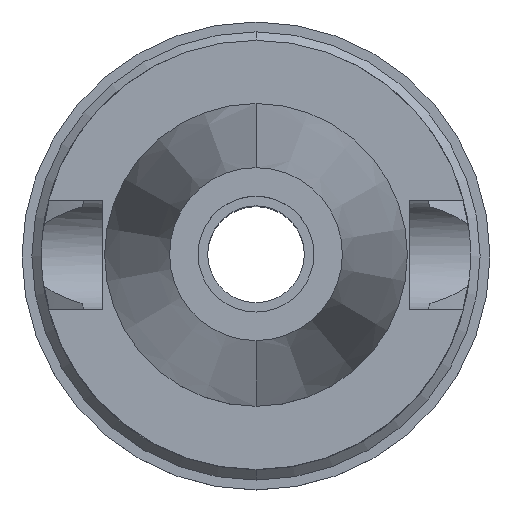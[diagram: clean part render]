
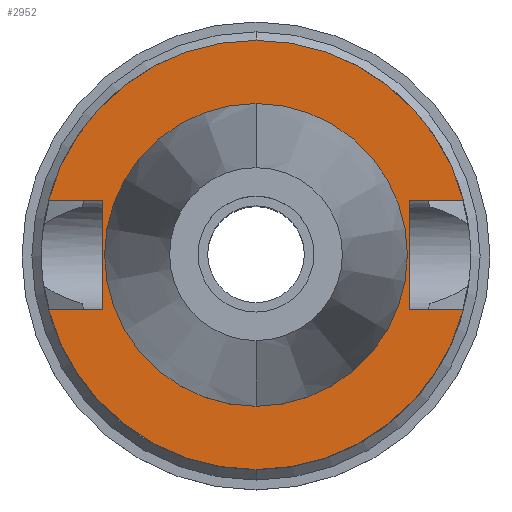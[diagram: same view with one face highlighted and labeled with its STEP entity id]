
A CAD part, top view. The second image highlights one B-rep face of the part: STEP entity #2952.
In plain terms, the highlighted planar face has unit normal (0, 0, 1).
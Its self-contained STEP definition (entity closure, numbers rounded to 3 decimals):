
#94=DIRECTION('',(0.,1.,0.));
#95=VECTOR('',#94,16.1);
#96=CARTESIAN_POINT('',(-22.5,-8.05,-2.));
#97=LINE('',#96,#95);
#101=DIRECTION('',(-1.,0.,0.));
#102=VECTOR('',#101,7.954);
#103=CARTESIAN_POINT('',(-22.5,8.05,-2.));
#104=LINE('',#103,#102);
#108=CARTESIAN_POINT('',(0.,0.,-2.));
#109=DIRECTION('',(0.,0.,-1.));
#110=DIRECTION('',(-0.967,0.256,0.));
#111=AXIS2_PLACEMENT_3D('',#108,#109,#110);
#116=CARTESIAN_POINT('',(0.,0.,-2.));
#117=DIRECTION('',(0.,0.,-1.));
#118=DIRECTION('',(0.,1.,0.));
#119=AXIS2_PLACEMENT_3D('',#116,#117,#118);
#124=DIRECTION('',(0.,-1.,0.));
#125=VECTOR('',#124,16.1);
#126=CARTESIAN_POINT('',(22.5,8.05,-2.));
#127=LINE('',#126,#125);
#131=DIRECTION('',(1.,0.,0.));
#132=VECTOR('',#131,7.954);
#133=CARTESIAN_POINT('',(22.5,-8.05,-2.));
#134=LINE('',#133,#132);
#138=CARTESIAN_POINT('',(0.,0.,-2.));
#139=DIRECTION('',(0.,0.,-1.));
#140=DIRECTION('',(0.967,-0.256,0.));
#141=AXIS2_PLACEMENT_3D('',#138,#139,#140);
#146=CARTESIAN_POINT('',(0.,0.,-2.));
#147=DIRECTION('',(0.,0.,-1.));
#148=DIRECTION('',(0.,-1.,0.));
#149=AXIS2_PLACEMENT_3D('',#146,#147,#148);
#154=CARTESIAN_POINT('',(0.,0.,-2.));
#155=DIRECTION('',(0.,0.,1.));
#156=DIRECTION('',(0.,-1.,0.));
#157=AXIS2_PLACEMENT_3D('',#154,#155,#156);
#162=CARTESIAN_POINT('',(0.,0.,-2.));
#163=DIRECTION('',(0.,0.,1.));
#164=DIRECTION('',(0.,1.,0.));
#165=AXIS2_PLACEMENT_3D('',#162,#163,#164);
#200=DIRECTION('',(-1.,0.,0.));
#201=VECTOR('',#200,7.954);
#202=CARTESIAN_POINT('',(-22.5,-8.05,-2.));
#203=LINE('',#202,#201);
#337=DIRECTION('',(1.,0.,0.));
#338=VECTOR('',#337,7.954);
#339=CARTESIAN_POINT('',(22.5,8.05,-2.));
#340=LINE('',#339,#338);
#2743=CARTESIAN_POINT('',(-22.5,-8.05,-2.));
#2744=VERTEX_POINT('',#2743);
#2745=CARTESIAN_POINT('',(-30.454,-8.05,-2.));
#2746=VERTEX_POINT('',#2745);
#2749=CARTESIAN_POINT('',(-22.5,8.05,-2.));
#2750=VERTEX_POINT('',#2749);
#2751=CARTESIAN_POINT('',(-30.454,8.05,-2.));
#2752=VERTEX_POINT('',#2751);
#2753=CARTESIAN_POINT('',(0.,31.5,-2.));
#2754=CARTESIAN_POINT('',(30.454,8.05,-2.));
#2755=VERTEX_POINT('',#2753);
#2756=VERTEX_POINT('',#2754);
#2757=CARTESIAN_POINT('',(22.5,8.05,-2.));
#2758=VERTEX_POINT('',#2757);
#2759=CARTESIAN_POINT('',(22.5,-8.05,-2.));
#2760=VERTEX_POINT('',#2759);
#2761=CARTESIAN_POINT('',(30.454,-8.05,-2.));
#2762=VERTEX_POINT('',#2761);
#2763=CARTESIAN_POINT('',(0.,-31.5,-2.));
#2764=VERTEX_POINT('',#2763);
#2765=CARTESIAN_POINT('',(0.,-22.225,-2.));
#2766=CARTESIAN_POINT('',(0.,22.225,-2.));
#2767=VERTEX_POINT('',#2765);
#2768=VERTEX_POINT('',#2766);
#2921=CARTESIAN_POINT('',(0.,0.,-2.));
#2922=DIRECTION('',(0.,0.,-1.));
#2923=DIRECTION('',(0.,-1.,0.));
#2924=AXIS2_PLACEMENT_3D('',#2921,#2922,#2923);
#2925=PLANE('',#2924);
#2927=ORIENTED_EDGE('',*,*,#2926,.T.);
#2929=ORIENTED_EDGE('',*,*,#2928,.T.);
#2931=ORIENTED_EDGE('',*,*,#2930,.T.);
#2933=ORIENTED_EDGE('',*,*,#2932,.T.);
#2935=ORIENTED_EDGE('',*,*,#2934,.F.);
#2937=ORIENTED_EDGE('',*,*,#2936,.T.);
#2939=ORIENTED_EDGE('',*,*,#2938,.T.);
#2941=ORIENTED_EDGE('',*,*,#2940,.T.);
#2943=ORIENTED_EDGE('',*,*,#2942,.T.);
#2945=ORIENTED_EDGE('',*,*,#2944,.F.);
#2946=EDGE_LOOP('',(#2927,#2929,#2931,#2933,#2935,#2937,#2939,#2941,#2943,
#2945));
#2947=FACE_OUTER_BOUND('',#2946,.F.);
#2948=ORIENTED_EDGE('',*,*,#2900,.T.);
#2949=ORIENTED_EDGE('',*,*,#2916,.T.);
#2950=EDGE_LOOP('',(#2948,#2949));
#2951=FACE_BOUND('',#2950,.F.);
#112=CIRCLE('',#111,31.5);
#120=CIRCLE('',#119,31.5);
#142=CIRCLE('',#141,31.5);
#150=CIRCLE('',#149,31.5);
#158=CIRCLE('',#157,22.225);
#166=CIRCLE('',#165,22.225);
#2900=EDGE_CURVE('',#2767,#2768,#158,.T.);
#2916=EDGE_CURVE('',#2768,#2767,#166,.T.);
#2926=EDGE_CURVE('',#2744,#2750,#97,.T.);
#2928=EDGE_CURVE('',#2750,#2752,#104,.T.);
#2930=EDGE_CURVE('',#2752,#2755,#112,.T.);
#2932=EDGE_CURVE('',#2755,#2756,#120,.T.);
#2934=EDGE_CURVE('',#2758,#2756,#340,.T.);
#2936=EDGE_CURVE('',#2758,#2760,#127,.T.);
#2938=EDGE_CURVE('',#2760,#2762,#134,.T.);
#2940=EDGE_CURVE('',#2762,#2764,#142,.T.);
#2942=EDGE_CURVE('',#2764,#2746,#150,.T.);
#2944=EDGE_CURVE('',#2744,#2746,#203,.T.);
#2952=ADVANCED_FACE('',(#2947,#2951),#2925,.F.);
